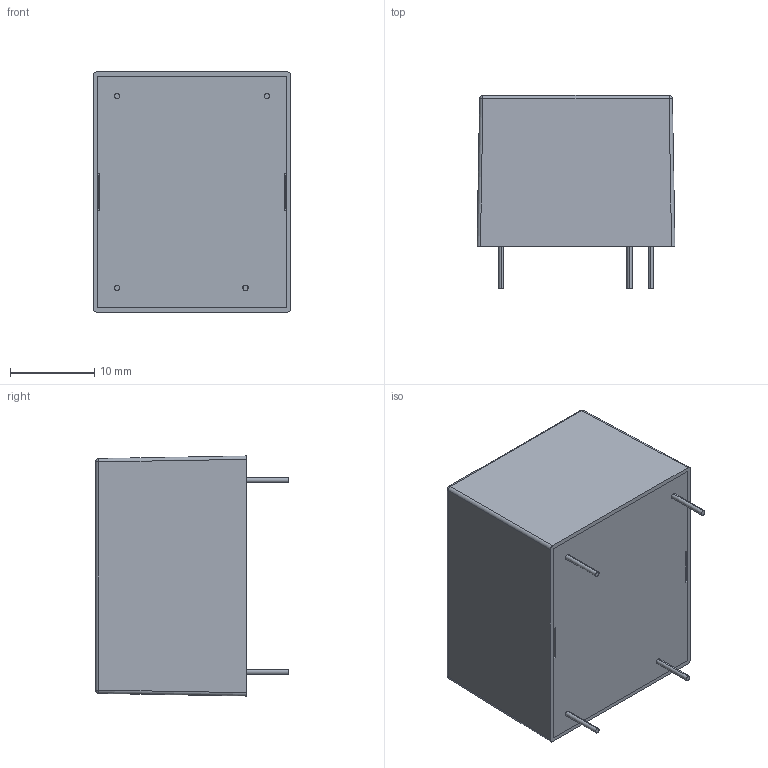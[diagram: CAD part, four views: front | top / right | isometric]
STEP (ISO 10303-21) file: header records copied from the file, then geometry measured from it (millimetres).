
FILE_DESCRIPTION (( 'STEP AP214' ), '1' );
FILE_NAME ('RAC03-K_THT_ 3D_20190822.STEP', '2019-08-26T11:57:47', ( '' ), ( '' ), 'SwSTEP 2.0', 'SolidWorks 2019', '' );
FILE_SCHEMA (( 'AUTOMOTIVE_DESIGN' ));
Length unit declared in the file: millimetre
Products named in the file (5): RAC03-SK_case.STEP; RAC03-SK_pins.STEP; RAC03-SK_bottomplate.STEP; RAC03-K_THT_ 3D_20190822.STEP; RAC03-K_THT_ 3D_20190822
Assembly tree (4 placements, depth 3):
  RAC03-K_THT_ 3D_20190822
    RAC03-K_THT_ 3D_20190822.STEP
      RAC03-SK_pins.STEP
      RAC03-SK_case.STEP
      RAC03-SK_bottomplate.STEP
Bounding box: 23.5 x 22.9 x 28.5 mm (x, y, z)
Volume: 3829.1 mm3; surface area: 7801.4 mm2
Topology: 3 solids, 3 shells, 215 faces, 544 edges, 356 vertices
Faces by surface type: plane 163, cylinder 40, cone 8, sphere 4
Entity records: 6619 total; most frequent: CARTESIAN_POINT 1135, ORIENTED_EDGE 1088, DIRECTION 1078, EDGE_CURVE 544, VECTOR 448, LINE 448, VERTEX_POINT 356, AXIS2_PLACEMENT_3D 315
